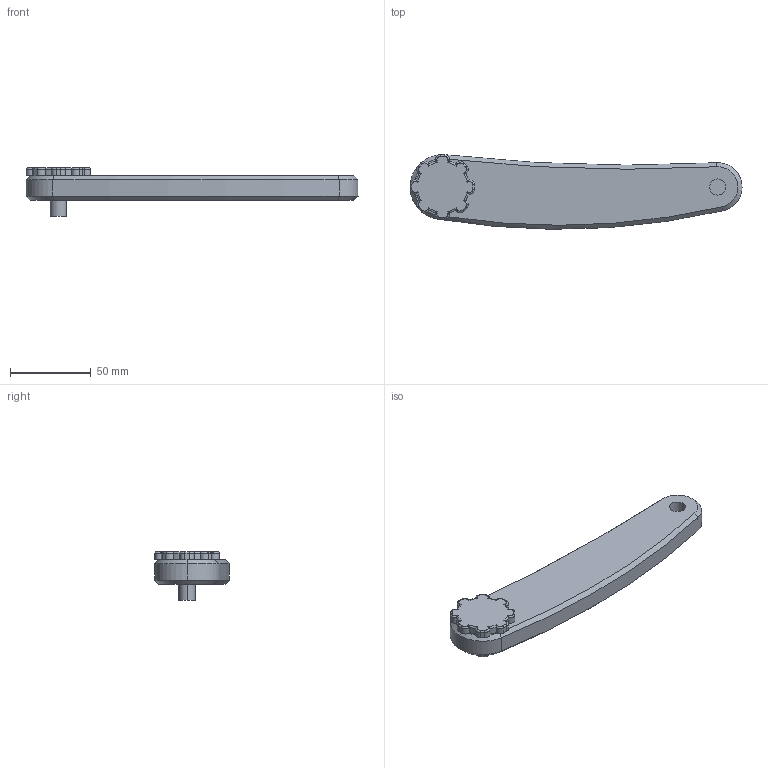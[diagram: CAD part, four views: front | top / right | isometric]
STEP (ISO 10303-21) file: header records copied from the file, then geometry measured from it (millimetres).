
FILE_DESCRIPTION (( 'STEP AP203' ), '1' );
FILE_NAME ('Part2_Default_sldprt.STEP', '2023-12-07T18:45:45', ( '' ), ( '' ), 'SwSTEP 2.0', 'SolidWorks 2020', '' );
FILE_SCHEMA (( 'CONFIG_CONTROL_DESIGN' ));
Length unit declared in the file: millimetre
Products named in the file (1): Part2_Default_sldprt
Bounding box: 205 x 46.06 x 30 mm (x, y, z)
Volume: 115195.6 mm3; surface area: 21924.6 mm2
Topology: 1 solids, 1 shells, 137 faces, 328 edges, 195 vertices
Faces by surface type: cylinder 61, plane 38, torus 28, cone 10
Entity records: 4152 total; most frequent: CARTESIAN_POINT 805, DIRECTION 757, ORIENTED_EDGE 656, EDGE_CURVE 328, AXIS2_PLACEMENT_3D 307, VERTEX_POINT 195, CIRCLE 169, VECTOR 143
